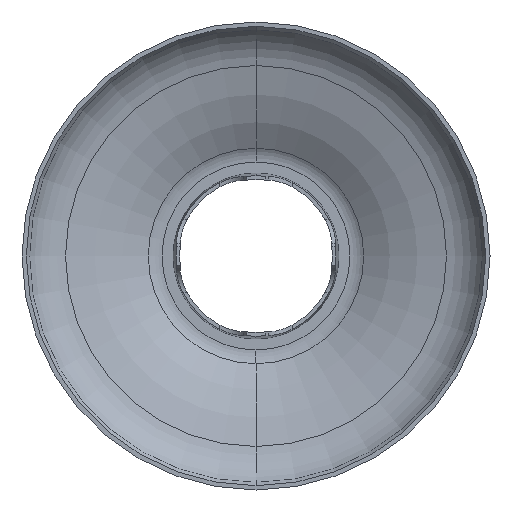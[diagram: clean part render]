
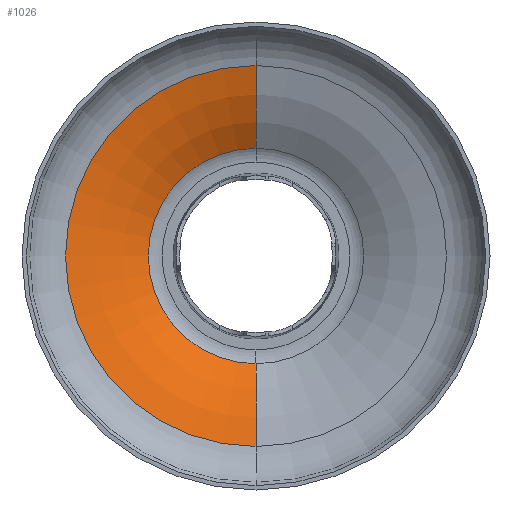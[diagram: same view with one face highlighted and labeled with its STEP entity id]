
A CAD part, front view. The second image highlights one B-rep face of the part: STEP entity #1026.
In plain terms, the highlighted toroidal (fillet/blend) face has major radius 32.139 mm and minor radius 30.988 mm.
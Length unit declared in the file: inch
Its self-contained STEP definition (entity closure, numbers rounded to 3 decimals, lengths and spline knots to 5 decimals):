
#143=CARTESIAN_POINT('',(0.,0.16895,0.));
#144=DIRECTION('',(0.,-1.,0.));
#145=DIRECTION('',(0.,0.,1.));
#146=AXIS2_PLACEMENT_3D('',#143,#144,#145);
#148=CARTESIAN_POINT('',(0.,0.35722,0.));
#149=DIRECTION('',(0.,-1.,0.));
#150=DIRECTION('',(0.,0.,1.));
#151=AXIS2_PLACEMENT_3D('',#148,#149,#150);
#168=CARTESIAN_POINT('',(0.,1.36348,1.26533));
#169=DIRECTION('',(-1.,0.,0.));
#170=DIRECTION('',(0.,-0.825,-0.565));
#171=AXIS2_PLACEMENT_3D('',#168,#169,#170);
#173=CARTESIAN_POINT('',(0.,1.36348,-1.26533));
#174=DIRECTION('',(1.,0.,0.));
#175=DIRECTION('',(0.,-0.825,0.565));
#176=AXIS2_PLACEMENT_3D('',#173,#174,#175);
#674=CARTESIAN_POINT('',(0.,0.16895,1.01738));
#676=VERTEX_POINT('',#674);
#678=CARTESIAN_POINT('',(0.,0.16895,-1.01738));
#680=VERTEX_POINT('',#678);
#682=CARTESIAN_POINT('',(0.,0.35722,-0.57552));
#683=CARTESIAN_POINT('',(0.,0.35722,0.57552));
#684=VERTEX_POINT('',#682);
#685=VERTEX_POINT('',#683);
#1012=CARTESIAN_POINT('',(0.,1.36348,0.));
#1013=DIRECTION('',(0.,-1.,0.));
#1014=DIRECTION('',(0.,0.,1.));
#1015=AXIS2_PLACEMENT_3D('',#1012,#1013,#1014);
#1016=TOROIDAL_SURFACE('',#1015,1.26533,1.22);
#1018=ORIENTED_EDGE('',*,*,#1017,.T.);
#1020=ORIENTED_EDGE('',*,*,#1019,.T.);
#1021=ORIENTED_EDGE('',*,*,#1005,.F.);
#1023=ORIENTED_EDGE('',*,*,#1022,.F.);
#1024=EDGE_LOOP('',(#1018,#1020,#1021,#1023));
#1025=FACE_OUTER_BOUND('',#1024,.F.);
#1026=ADVANCED_FACE('',(#1025),#1016,.T.);
#147=CIRCLE('',#146,1.01738);
#152=CIRCLE('',#151,0.57552);
#172=CIRCLE('',#171,1.22);
#177=CIRCLE('',#176,1.22);
#1005=EDGE_CURVE('',#676,#680,#147,.T.);
#1017=EDGE_CURVE('',#685,#684,#152,.T.);
#1019=EDGE_CURVE('',#684,#680,#177,.T.);
#1022=EDGE_CURVE('',#685,#676,#172,.T.);
